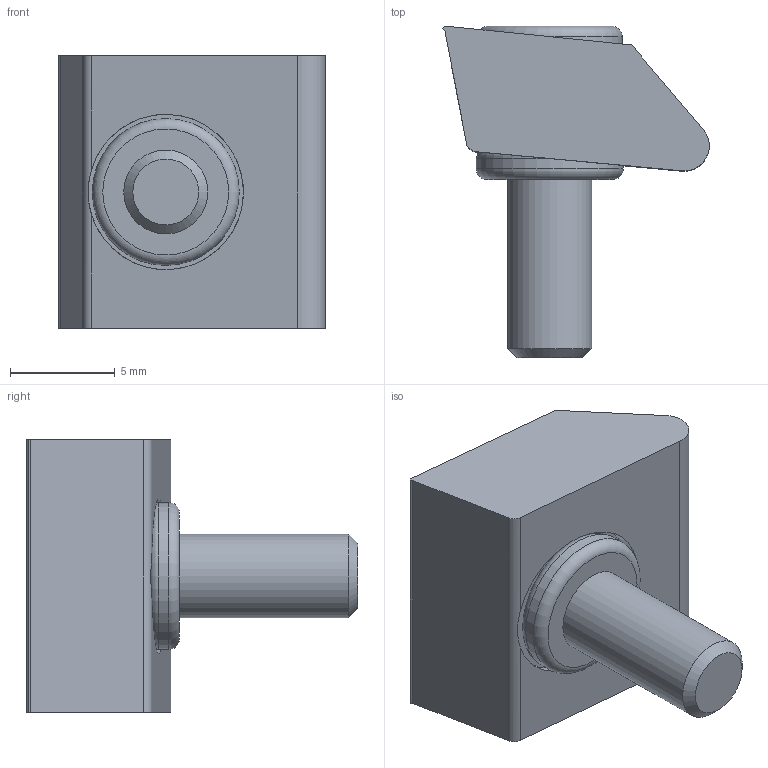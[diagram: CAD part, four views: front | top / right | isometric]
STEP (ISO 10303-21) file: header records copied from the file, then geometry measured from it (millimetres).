
FILE_DESCRIPTION( ( 'STEP AP214' ), '1' );
FILE_NAME( 'K0030.113.stp', '2020-11-24T15:08:43', ( '' ), ( '' ), ' ', 'PARTsolutions', ' ' );
FILE_SCHEMA( ( 'AUTOMOTIVE_DESIGN { 1 0 10303 214 1 1 1 1 }' ) );
Length unit declared in the file: millimetre
Products named in the file (1): _K0030.113
Bounding box: 12.7 x 15.8 x 13 mm (x, y, z)
Volume: 895 mm3; surface area: 964.4 mm2
Topology: 1 solids, 2 shells, 41 faces, 95 edges, 62 vertices
Faces by surface type: plane 26, cylinder 11, torus 3, cone 1
Full cylindrical faces by diameter (mm): 4 x2, 6.9 x1, 7 x1, 7.4 x1
Entity records: 1464 total; most frequent: CARTESIAN_POINT 197, DIRECTION 196, ORIENTED_EDGE 170, EDGE_CURVE 85, AXIS2_PLACEMENT_3D 70, VERTEX_POINT 61, EDGE_LOOP 56, LINE 56
